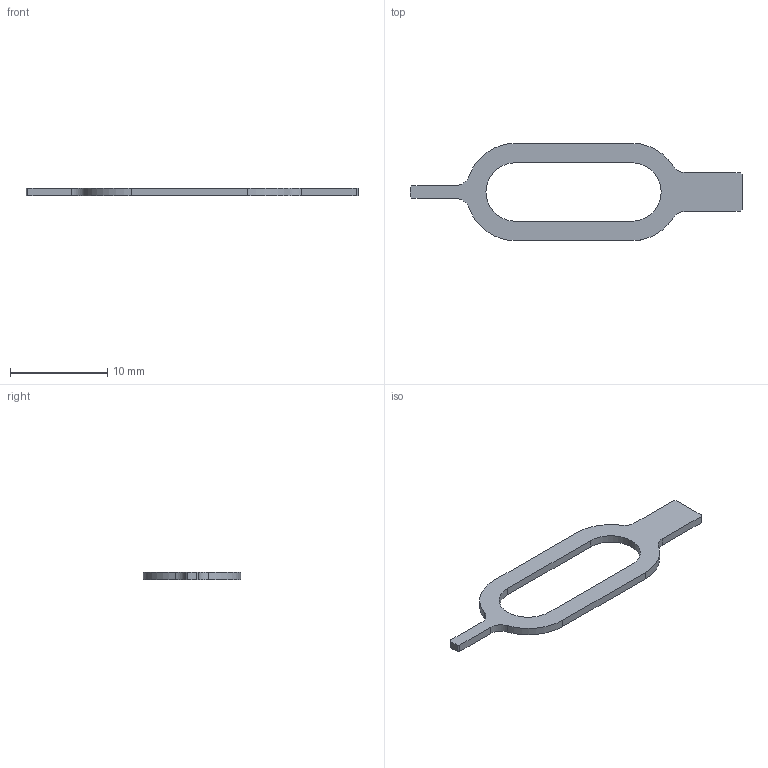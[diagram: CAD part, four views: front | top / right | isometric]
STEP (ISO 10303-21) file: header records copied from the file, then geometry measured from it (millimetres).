
FILE_DESCRIPTION (( 'STEP AP203' ), '1' );
FILE_NAME ('ADOK epingle pinhole.STEP', '2019-02-27T17:12:35', ( '' ), ( '' ), 'SwSTEP 2.0', 'SolidWorks 2018', '' );
FILE_SCHEMA (( 'CONFIG_CONTROL_DESIGN' ));
Length unit declared in the file: millimetre
Products named in the file (1): ADOK epingle pinhole
Bounding box: 34.1 x 10 x 0.8 mm (x, y, z)
Volume: 105.8 mm3; surface area: 361.9 mm2
Topology: 1 solids, 1 shells, 27 faces, 75 edges, 50 vertices
Faces by surface type: plane 16, cylinder 11
Entity records: 952 total; most frequent: DIRECTION 153, CARTESIAN_POINT 153, ORIENTED_EDGE 150, EDGE_CURVE 75, VECTOR 53, LINE 53, VERTEX_POINT 50, AXIS2_PLACEMENT_3D 50
